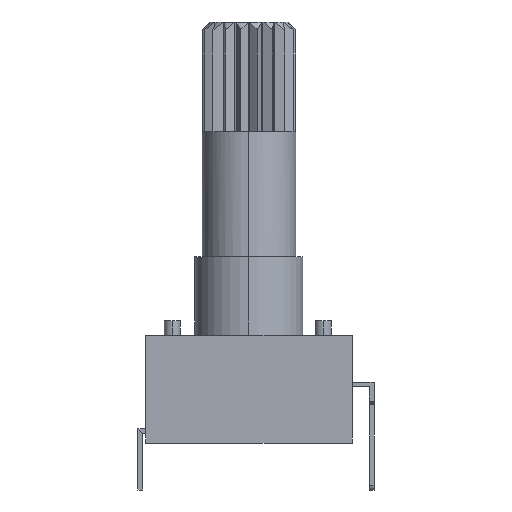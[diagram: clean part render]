
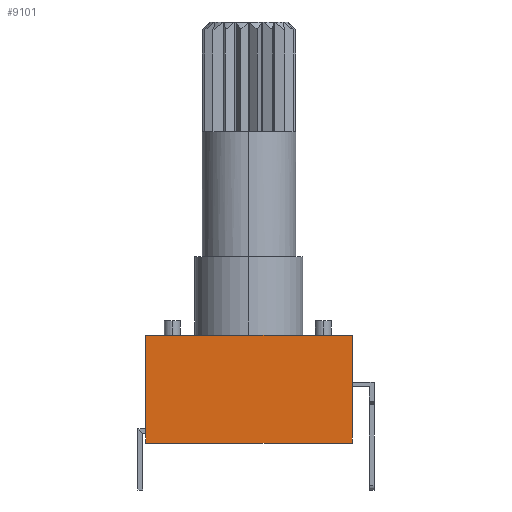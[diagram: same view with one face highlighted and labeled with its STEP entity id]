
A CAD part, left-side view. The second image highlights one B-rep face of the part: STEP entity #9101.
In plain terms, the highlighted planar face has unit normal (-1, 0, 0).
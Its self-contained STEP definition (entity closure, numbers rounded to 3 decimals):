
#7545 = PLANE('',#7546);
#7546 = AXIS2_PLACEMENT_3D('',#7547,#7548,#7549);
#7547 = CARTESIAN_POINT('',(-30.,-23.5,6.9));
#7548 = DIRECTION('',(0.,0.,-1.));
#7549 = DIRECTION('',(1.,0.,0.));
#7677 = VERTEX_POINT('',#7678);
#7678 = CARTESIAN_POINT('',(-6.4,-6.6,6.9));
#7694 = PLANE('',#7695);
#7695 = AXIS2_PLACEMENT_3D('',#7696,#7697,#7698);
#7696 = CARTESIAN_POINT('',(-6.4,-6.6,6.9));
#7697 = DIRECTION('',(0.,1.,0.));
#7698 = DIRECTION('',(1.,0.,0.));
#7735 = VERTEX_POINT('',#7736);
#7736 = CARTESIAN_POINT('',(-6.4,6.6,6.9));
#7750 = PLANE('',#7751);
#7751 = AXIS2_PLACEMENT_3D('',#7752,#7753,#7754);
#7752 = CARTESIAN_POINT('',(6.4,6.6,6.9));
#7753 = DIRECTION('',(0.,-1.,0.));
#7754 = DIRECTION('',(-1.,0.,0.));
#7762 = EDGE_CURVE('',#7677,#7735,#7763,.T.);
#7763 = SURFACE_CURVE('',#7764,(#7768,#7775),.PCURVE_S1.);
#7764 = LINE('',#7765,#7766);
#7765 = CARTESIAN_POINT('',(-6.4,0.,6.9));
#7766 = VECTOR('',#7767,1.);
#7767 = DIRECTION('',(0.,1.,0.));
#7768 = PCURVE('',#7545,#7769);
#7769 = DEFINITIONAL_REPRESENTATION('',(#7770),#7774);
#7770 = LINE('',#7771,#7772);
#7771 = CARTESIAN_POINT('',(23.6,-23.5));
#7772 = VECTOR('',#7773,1.);
#7773 = DIRECTION('',(0.,-1.));
#7774 = ( GEOMETRIC_REPRESENTATION_CONTEXT(2) 
PARAMETRIC_REPRESENTATION_CONTEXT() REPRESENTATION_CONTEXT('2D SPACE',''
  ) );
#7775 = PCURVE('',#7776,#7781);
#7776 = PLANE('',#7777);
#7777 = AXIS2_PLACEMENT_3D('',#7778,#7779,#7780);
#7778 = CARTESIAN_POINT('',(-6.4,-6.6,6.9));
#7779 = DIRECTION('',(-1.,0.,0.));
#7780 = DIRECTION('',(0.,1.,0.));
#7781 = DEFINITIONAL_REPRESENTATION('',(#7782),#7786);
#7782 = LINE('',#7783,#7784);
#7783 = CARTESIAN_POINT('',(6.6,0.));
#7784 = VECTOR('',#7785,1.);
#7785 = DIRECTION('',(1.,0.));
#7786 = ( GEOMETRIC_REPRESENTATION_CONTEXT(2) 
PARAMETRIC_REPRESENTATION_CONTEXT() REPRESENTATION_CONTEXT('2D SPACE',''
  ) );
#8043 = EDGE_CURVE('',#7677,#8044,#8046,.T.);
#8044 = VERTEX_POINT('',#8045);
#8045 = CARTESIAN_POINT('',(-6.4,-6.6,0.));
#8046 = SURFACE_CURVE('',#8047,(#8051,#8058),.PCURVE_S1.);
#8047 = LINE('',#8048,#8049);
#8048 = CARTESIAN_POINT('',(-6.4,-6.6,3.45));
#8049 = VECTOR('',#8050,1.);
#8050 = DIRECTION('',(0.,0.,-1.));
#8051 = PCURVE('',#7694,#8052);
#8052 = DEFINITIONAL_REPRESENTATION('',(#8053),#8057);
#8053 = LINE('',#8054,#8055);
#8054 = CARTESIAN_POINT('',(0.,3.45));
#8055 = VECTOR('',#8056,1.);
#8056 = DIRECTION('',(0.,1.));
#8057 = ( GEOMETRIC_REPRESENTATION_CONTEXT(2) 
PARAMETRIC_REPRESENTATION_CONTEXT() REPRESENTATION_CONTEXT('2D SPACE',''
  ) );
#8058 = PCURVE('',#7776,#8059);
#8059 = DEFINITIONAL_REPRESENTATION('',(#8060),#8064);
#8060 = LINE('',#8061,#8062);
#8061 = CARTESIAN_POINT('',(0.,3.45));
#8062 = VECTOR('',#8063,1.);
#8063 = DIRECTION('',(0.,1.));
#8064 = ( GEOMETRIC_REPRESENTATION_CONTEXT(2) 
PARAMETRIC_REPRESENTATION_CONTEXT() REPRESENTATION_CONTEXT('2D SPACE',''
  ) );
#8080 = PLANE('',#8081);
#8081 = AXIS2_PLACEMENT_3D('',#8082,#8083,#8084);
#8082 = CARTESIAN_POINT('',(-30.,-23.5,0.));
#8083 = DIRECTION('',(0.,0.,-1.));
#8084 = DIRECTION('',(1.,0.,0.));
#8486 = EDGE_CURVE('',#7735,#8487,#8489,.T.);
#8487 = VERTEX_POINT('',#8488);
#8488 = CARTESIAN_POINT('',(-6.4,6.6,0.));
#8489 = SURFACE_CURVE('',#8490,(#8494,#8501),.PCURVE_S1.);
#8490 = LINE('',#8491,#8492);
#8491 = CARTESIAN_POINT('',(-6.4,6.6,3.45));
#8492 = VECTOR('',#8493,1.);
#8493 = DIRECTION('',(0.,0.,-1.));
#8494 = PCURVE('',#7750,#8495);
#8495 = DEFINITIONAL_REPRESENTATION('',(#8496),#8500);
#8496 = LINE('',#8497,#8498);
#8497 = CARTESIAN_POINT('',(12.8,3.45));
#8498 = VECTOR('',#8499,1.);
#8499 = DIRECTION('',(0.,1.));
#8500 = ( GEOMETRIC_REPRESENTATION_CONTEXT(2) 
PARAMETRIC_REPRESENTATION_CONTEXT() REPRESENTATION_CONTEXT('2D SPACE',''
  ) );
#8501 = PCURVE('',#7776,#8502);
#8502 = DEFINITIONAL_REPRESENTATION('',(#8503),#8507);
#8503 = LINE('',#8504,#8505);
#8504 = CARTESIAN_POINT('',(13.2,3.45));
#8505 = VECTOR('',#8506,1.);
#8506 = DIRECTION('',(0.,1.));
#8507 = ( GEOMETRIC_REPRESENTATION_CONTEXT(2) 
PARAMETRIC_REPRESENTATION_CONTEXT() REPRESENTATION_CONTEXT('2D SPACE',''
  ) );
#9101 = ADVANCED_FACE('',(#9102),#7776,.T.);
#9102 = FACE_BOUND('',#9103,.T.);
#9103 = EDGE_LOOP('',(#9104,#9105,#9106,#9107));
#9104 = ORIENTED_EDGE('',*,*,#8043,.F.);
#9105 = ORIENTED_EDGE('',*,*,#7762,.T.);
#9106 = ORIENTED_EDGE('',*,*,#8486,.T.);
#9107 = ORIENTED_EDGE('',*,*,#9108,.F.);
#9108 = EDGE_CURVE('',#8044,#8487,#9109,.T.);
#9109 = SURFACE_CURVE('',#9110,(#9114,#9121),.PCURVE_S1.);
#9110 = LINE('',#9111,#9112);
#9111 = CARTESIAN_POINT('',(-6.4,0.,
    0.));
#9112 = VECTOR('',#9113,1.);
#9113 = DIRECTION('',(0.,1.,0.));
#9114 = PCURVE('',#7776,#9115);
#9115 = DEFINITIONAL_REPRESENTATION('',(#9116),#9120);
#9116 = LINE('',#9117,#9118);
#9117 = CARTESIAN_POINT('',(6.6,6.9));
#9118 = VECTOR('',#9119,1.);
#9119 = DIRECTION('',(1.,0.));
#9120 = ( GEOMETRIC_REPRESENTATION_CONTEXT(2) 
PARAMETRIC_REPRESENTATION_CONTEXT() REPRESENTATION_CONTEXT('2D SPACE',''
  ) );
#9121 = PCURVE('',#8080,#9122);
#9122 = DEFINITIONAL_REPRESENTATION('',(#9123),#9127);
#9123 = LINE('',#9124,#9125);
#9124 = CARTESIAN_POINT('',(23.6,-23.5));
#9125 = VECTOR('',#9126,1.);
#9126 = DIRECTION('',(0.,-1.));
#9127 = ( GEOMETRIC_REPRESENTATION_CONTEXT(2) 
PARAMETRIC_REPRESENTATION_CONTEXT() REPRESENTATION_CONTEXT('2D SPACE',''
  ) );
